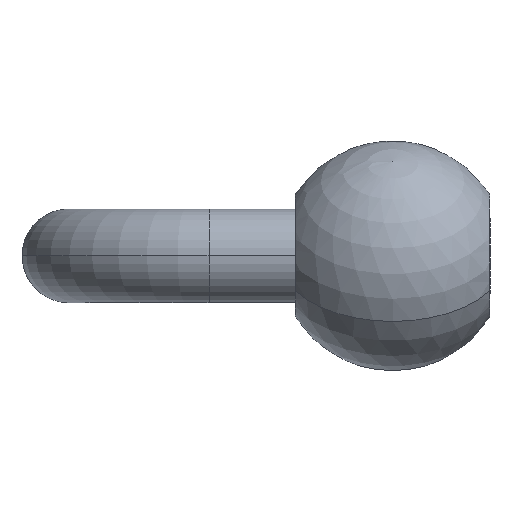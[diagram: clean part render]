
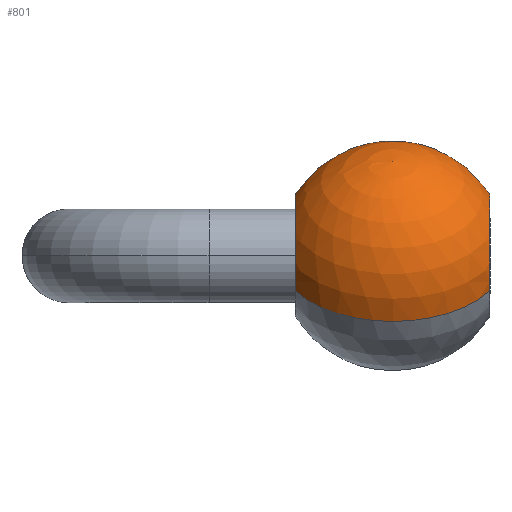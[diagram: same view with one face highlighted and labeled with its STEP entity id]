
A CAD part, left-side view. The second image highlights one B-rep face of the part: STEP entity #801.
In plain terms, the highlighted spherical face has radius 3.899 mm.
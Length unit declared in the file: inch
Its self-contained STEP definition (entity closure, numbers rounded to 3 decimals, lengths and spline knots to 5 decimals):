
#25 = DIRECTION ( 'NONE',  ( -0.57, 0., 0.821 ) ) ;
#42 = VERTEX_POINT ( 'NONE', #814 ) ;
#73 = SPHERICAL_SURFACE ( 'NONE', #1257, 0.1535 ) ;
#166 = DIRECTION ( 'NONE',  ( 0.821, 0., 0.57 ) ) ;
#185 = AXIS2_PLACEMENT_3D ( 'NONE', #1318, #25, #166 ) ;
#306 = DIRECTION ( 'NONE',  ( -0.57, 0., 0.821 ) ) ;
#330 = ORIENTED_EDGE ( 'NONE', *, *, #368, .T. ) ;
#364 = CIRCLE ( 'NONE', #1294, 0.08162 ) ;
#368 = EDGE_CURVE ( 'NONE', #1300, #1760, #1314, .T. ) ;
#400 = ORIENTED_EDGE ( 'NONE', *, *, #766, .F. ) ;
#525 = VERTEX_POINT ( 'NONE', #1356 ) ;
#559 = EDGE_CURVE ( 'NONE', #42, #865, #1240, .T. ) ;
#573 = AXIS2_PLACEMENT_3D ( 'NONE', #848, #306, #1284 ) ;
#600 = CIRCLE ( 'NONE', #1580, 0.08162 ) ;
#668 = CIRCLE ( 'NONE', #1771, 0.1535 ) ;
#718 = CARTESIAN_POINT ( 'NONE',  ( -1.20313, 0.13, 0. ) ) ;
#740 = VERTEX_POINT ( 'NONE', #1259 ) ;
#766 = EDGE_CURVE ( 'NONE', #1300, #525, #668, .T. ) ;
#801 = ADVANCED_FACE ( 'NONE', ( #1532 ), #73, .T. ) ;
#814 = CARTESIAN_POINT ( 'NONE',  ( -1.13608, 0.26, 0.04656 ) ) ;
#848 = CARTESIAN_POINT ( 'NONE',  ( -1.20313, 0.13, 0. ) ) ;
#865 = VERTEX_POINT ( 'NONE', #999 ) ;
#874 = EDGE_LOOP ( 'NONE', ( #400, #330, #904, #1626, #1444, #1316 ) ) ;
#904 = ORIENTED_EDGE ( 'NONE', *, *, #1472, .F. ) ;
#999 = CARTESIAN_POINT ( 'NONE',  ( -1.07705, 0.13, 0.08756 ) ) ;
#1107 = DIRECTION ( 'NONE',  ( -0.821, 0., -0.57 ) ) ;
#1162 = CARTESIAN_POINT ( 'NONE',  ( -1.27017, 0., -0.04656 ) ) ;
#1203 = CARTESIAN_POINT ( 'NONE',  ( -1.3292, 0.13, -0.08756 ) ) ;
#1207 = DIRECTION ( 'NONE',  ( -0.821, 0., -0.57 ) ) ;
#1227 = EDGE_CURVE ( 'NONE', #740, #865, #1243, .T. ) ;
#1240 = CIRCLE ( 'NONE', #1281, 0.1535 ) ;
#1243 = CIRCLE ( 'NONE', #185, 0.1535 ) ;
#1251 = CARTESIAN_POINT ( 'NONE',  ( -1.20313, 0.13, 0. ) ) ;
#1257 = AXIS2_PLACEMENT_3D ( 'NONE', #718, #1276, #1717 ) ;
#1259 = CARTESIAN_POINT ( 'NONE',  ( -1.13608, 0., 0.04656 ) ) ;
#1276 = DIRECTION ( 'NONE',  ( -0.57, 0., 0.821 ) ) ;
#1281 = AXIS2_PLACEMENT_3D ( 'NONE', #1620, #1782, #1207 ) ;
#1284 = DIRECTION ( 'NONE',  ( 0.821, 0., 0.57 ) ) ;
#1294 = AXIS2_PLACEMENT_3D ( 'NONE', #1425, #1727, #1720 ) ;
#1300 = VERTEX_POINT ( 'NONE', #1203 ) ;
#1301 = DIRECTION ( 'NONE',  ( 0., 1., 0. ) ) ;
#1314 = CIRCLE ( 'NONE', #573, 0.1535 ) ;
#1316 = ORIENTED_EDGE ( 'NONE', *, *, #1385, .F. ) ;
#1318 = CARTESIAN_POINT ( 'NONE',  ( -1.20313, 0.13, 0. ) ) ;
#1356 = CARTESIAN_POINT ( 'NONE',  ( -1.27017, 0.26, -0.04656 ) ) ;
#1385 = EDGE_CURVE ( 'NONE', #525, #42, #600, .T. ) ;
#1412 = DIRECTION ( 'NONE',  ( 0.57, 0., -0.821 ) ) ;
#1425 = CARTESIAN_POINT ( 'NONE',  ( -1.20313, 0., 0. ) ) ;
#1444 = ORIENTED_EDGE ( 'NONE', *, *, #559, .F. ) ;
#1472 = EDGE_CURVE ( 'NONE', #740, #1760, #364, .T. ) ;
#1532 = FACE_OUTER_BOUND ( 'NONE', #874, .T. ) ;
#1568 = CARTESIAN_POINT ( 'NONE',  ( -1.20313, 0.26, 0. ) ) ;
#1580 = AXIS2_PLACEMENT_3D ( 'NONE', #1568, #1301, #1735 ) ;
#1620 = CARTESIAN_POINT ( 'NONE',  ( -1.20313, 0.13, 0. ) ) ;
#1626 = ORIENTED_EDGE ( 'NONE', *, *, #1227, .T. ) ;
#1717 = DIRECTION ( 'NONE',  ( 0., 1., 0. ) ) ;
#1720 = DIRECTION ( 'NONE',  ( -0.821, 0., -0.57 ) ) ;
#1727 = DIRECTION ( 'NONE',  ( 0., -1., 0. ) ) ;
#1735 = DIRECTION ( 'NONE',  ( 0.821, 0., 0.57 ) ) ;
#1760 = VERTEX_POINT ( 'NONE', #1162 ) ;
#1771 = AXIS2_PLACEMENT_3D ( 'NONE', #1251, #1412, #1107 ) ;
#1782 = DIRECTION ( 'NONE',  ( 0.57, 0., -0.821 ) ) ;
